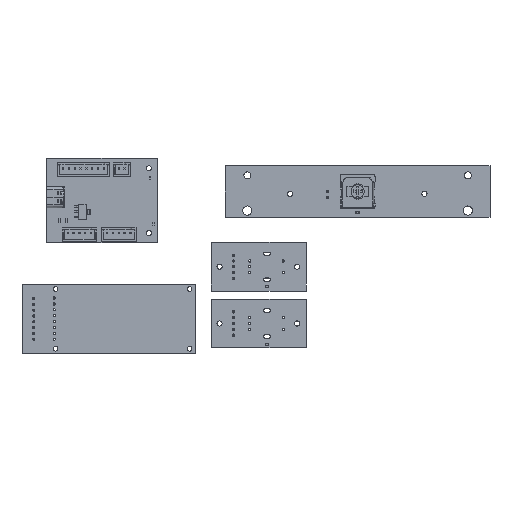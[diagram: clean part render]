
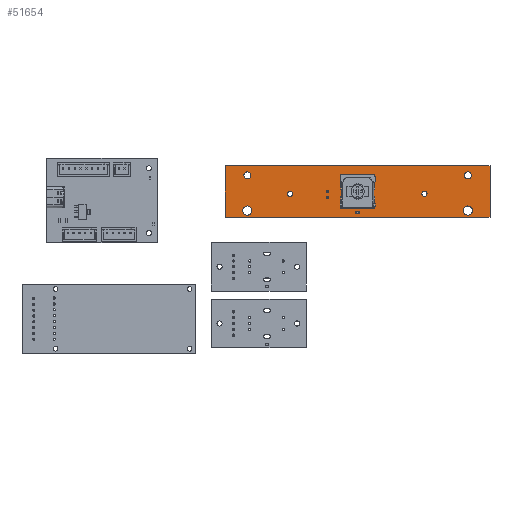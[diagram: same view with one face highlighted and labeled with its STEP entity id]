
A CAD part, top view. The second image highlights one B-rep face of the part: STEP entity #51654.
In plain terms, the highlighted planar face has unit normal (0, 0, 1).
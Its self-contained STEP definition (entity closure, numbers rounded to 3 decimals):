
#51421 = VERTEX_POINT('',#51422);
#51422 = CARTESIAN_POINT('',(274.3,-101.125,1.6));
#51428 = EDGE_CURVE('',#51421,#51429,#51431,.T.);
#51429 = VERTEX_POINT('',#51430);
#51430 = CARTESIAN_POINT('',(160.,-101.125,1.6));
#51431 = LINE('',#51432,#51433);
#51432 = CARTESIAN_POINT('',(274.3,-101.125,1.6));
#51433 = VECTOR('',#51434,1.);
#51434 = DIRECTION('',(-1.,0.,0.));
#51461 = VERTEX_POINT('',#51462);
#51462 = CARTESIAN_POINT('',(274.3,-78.875,1.6));
#51468 = EDGE_CURVE('',#51461,#51421,#51469,.T.);
#51469 = LINE('',#51470,#51471);
#51470 = CARTESIAN_POINT('',(274.3,-78.875,1.6));
#51471 = VECTOR('',#51472,1.);
#51472 = DIRECTION('',(0.,-1.,0.));
#51490 = EDGE_CURVE('',#51429,#51491,#51493,.T.);
#51491 = VERTEX_POINT('',#51492);
#51492 = CARTESIAN_POINT('',(160.,-78.875,1.6));
#51493 = LINE('',#51494,#51495);
#51494 = CARTESIAN_POINT('',(160.,-101.125,1.6));
#51495 = VECTOR('',#51496,1.);
#51496 = DIRECTION('',(0.,1.,0.));
#51654 = ADVANCED_FACE('',(#51655,#51666,#51677,#51688,#51699,#51710,
    #51721,#51732,#51743,#51754,#51765,#51776),#51787,.T.);
#51655 = FACE_BOUND('',#51656,.T.);
#51656 = EDGE_LOOP('',(#51657,#51658,#51659,#51665));
#51657 = ORIENTED_EDGE('',*,*,#51428,.F.);
#51658 = ORIENTED_EDGE('',*,*,#51468,.F.);
#51659 = ORIENTED_EDGE('',*,*,#51660,.F.);
#51660 = EDGE_CURVE('',#51491,#51461,#51661,.T.);
#51661 = LINE('',#51662,#51663);
#51662 = CARTESIAN_POINT('',(160.,-78.875,1.6));
#51663 = VECTOR('',#51664,1.);
#51664 = DIRECTION('',(1.,0.,0.));
#51665 = ORIENTED_EDGE('',*,*,#51490,.F.);
#51666 = FACE_BOUND('',#51667,.T.);
#51667 = EDGE_LOOP('',(#51668));
#51668 = ORIENTED_EDGE('',*,*,#51669,.T.);
#51669 = EDGE_CURVE('',#51670,#51670,#51672,.T.);
#51670 = VERTEX_POINT('',#51671);
#51671 = CARTESIAN_POINT('',(169.525,-100.219,1.6));
#51672 = CIRCLE('',#51673,1.994);
#51673 = AXIS2_PLACEMENT_3D('',#51674,#51675,#51676);
#51674 = CARTESIAN_POINT('',(169.525,-98.225,1.6));
#51675 = DIRECTION('',(-0.,0.,-1.));
#51676 = DIRECTION('',(-0.,-1.,0.));
#51677 = FACE_BOUND('',#51678,.T.);
#51678 = EDGE_LOOP('',(#51679));
#51679 = ORIENTED_EDGE('',*,*,#51680,.T.);
#51680 = EDGE_CURVE('',#51681,#51681,#51683,.T.);
#51681 = VERTEX_POINT('',#51682);
#51682 = CARTESIAN_POINT('',(188.,-92.1,1.6));
#51683 = CIRCLE('',#51684,1.1);
#51684 = AXIS2_PLACEMENT_3D('',#51685,#51686,#51687);
#51685 = CARTESIAN_POINT('',(188.,-91.,1.6));
#51686 = DIRECTION('',(-0.,0.,-1.));
#51687 = DIRECTION('',(-0.,-1.,0.));
#51688 = FACE_BOUND('',#51689,.T.);
#51689 = EDGE_LOOP('',(#51690));
#51690 = ORIENTED_EDGE('',*,*,#51691,.T.);
#51691 = EDGE_CURVE('',#51692,#51692,#51694,.T.);
#51692 = VERTEX_POINT('',#51693);
#51693 = CARTESIAN_POINT('',(204.,-93.,1.6));
#51694 = CIRCLE('',#51695,0.5);
#51695 = AXIS2_PLACEMENT_3D('',#51696,#51697,#51698);
#51696 = CARTESIAN_POINT('',(204.,-92.5,1.6));
#51697 = DIRECTION('',(-0.,0.,-1.));
#51698 = DIRECTION('',(-0.,-1.,0.));
#51699 = FACE_BOUND('',#51700,.T.);
#51700 = EDGE_LOOP('',(#51701));
#51701 = ORIENTED_EDGE('',*,*,#51702,.T.);
#51702 = EDGE_CURVE('',#51703,#51703,#51705,.T.);
#51703 = VERTEX_POINT('',#51704);
#51704 = CARTESIAN_POINT('',(264.775,-100.219,1.6));
#51705 = CIRCLE('',#51706,1.994);
#51706 = AXIS2_PLACEMENT_3D('',#51707,#51708,#51709);
#51707 = CARTESIAN_POINT('',(264.775,-98.225,1.6));
#51708 = DIRECTION('',(-0.,0.,-1.));
#51709 = DIRECTION('',(-0.,-1.,0.));
#51710 = FACE_BOUND('',#51711,.T.);
#51711 = EDGE_LOOP('',(#51712));
#51712 = ORIENTED_EDGE('',*,*,#51713,.T.);
#51713 = EDGE_CURVE('',#51714,#51714,#51716,.T.);
#51714 = VERTEX_POINT('',#51715);
#51715 = CARTESIAN_POINT('',(246.,-92.1,1.6));
#51716 = CIRCLE('',#51717,1.1);
#51717 = AXIS2_PLACEMENT_3D('',#51718,#51719,#51720);
#51718 = CARTESIAN_POINT('',(246.,-91.,1.6));
#51719 = DIRECTION('',(-0.,0.,-1.));
#51720 = DIRECTION('',(-0.,-1.,0.));
#51721 = FACE_BOUND('',#51722,.T.);
#51722 = EDGE_LOOP('',(#51723));
#51723 = ORIENTED_EDGE('',*,*,#51724,.T.);
#51724 = EDGE_CURVE('',#51725,#51725,#51727,.T.);
#51725 = VERTEX_POINT('',#51726);
#51726 = CARTESIAN_POINT('',(204.,-90.5,1.6));
#51727 = CIRCLE('',#51728,0.5);
#51728 = AXIS2_PLACEMENT_3D('',#51729,#51730,#51731);
#51729 = CARTESIAN_POINT('',(204.,-90.,1.6));
#51730 = DIRECTION('',(-0.,0.,-1.));
#51731 = DIRECTION('',(-0.,-1.,0.));
#51732 = FACE_BOUND('',#51733,.T.);
#51733 = EDGE_LOOP('',(#51734));
#51734 = ORIENTED_EDGE('',*,*,#51735,.T.);
#51735 = EDGE_CURVE('',#51736,#51736,#51738,.T.);
#51736 = VERTEX_POINT('',#51737);
#51737 = CARTESIAN_POINT('',(217.15,-92.55,1.6));
#51738 = CIRCLE('',#51739,2.55);
#51739 = AXIS2_PLACEMENT_3D('',#51740,#51741,#51742);
#51740 = CARTESIAN_POINT('',(217.15,-90.,1.6));
#51741 = DIRECTION('',(-0.,0.,-1.));
#51742 = DIRECTION('',(0.,-1.,-0.));
#51743 = FACE_BOUND('',#51744,.T.);
#51744 = EDGE_LOOP('',(#51745));
#51745 = ORIENTED_EDGE('',*,*,#51746,.T.);
#51746 = EDGE_CURVE('',#51747,#51747,#51749,.T.);
#51747 = VERTEX_POINT('',#51748);
#51748 = CARTESIAN_POINT('',(169.525,-84.539,1.6));
#51749 = CIRCLE('',#51750,1.524);
#51750 = AXIS2_PLACEMENT_3D('',#51751,#51752,#51753);
#51751 = CARTESIAN_POINT('',(169.525,-83.015,1.6));
#51752 = DIRECTION('',(-0.,0.,-1.));
#51753 = DIRECTION('',(-0.,-1.,0.));
#51754 = FACE_BOUND('',#51755,.T.);
#51755 = EDGE_LOOP('',(#51756));
#51756 = ORIENTED_EDGE('',*,*,#51757,.T.);
#51757 = EDGE_CURVE('',#51758,#51758,#51760,.T.);
#51758 = VERTEX_POINT('',#51759);
#51759 = CARTESIAN_POINT('',(214.55,-85.75,1.6));
#51760 = CIRCLE('',#51761,1.5);
#51761 = AXIS2_PLACEMENT_3D('',#51762,#51763,#51764);
#51762 = CARTESIAN_POINT('',(214.55,-84.25,1.6));
#51763 = DIRECTION('',(-0.,0.,-1.));
#51764 = DIRECTION('',(-0.,-1.,0.));
#51765 = FACE_BOUND('',#51766,.T.);
#51766 = EDGE_LOOP('',(#51767));
#51767 = ORIENTED_EDGE('',*,*,#51768,.T.);
#51768 = EDGE_CURVE('',#51769,#51769,#51771,.T.);
#51769 = VERTEX_POINT('',#51770);
#51770 = CARTESIAN_POINT('',(221.55,-86.8,1.6));
#51771 = CIRCLE('',#51772,1.5);
#51772 = AXIS2_PLACEMENT_3D('',#51773,#51774,#51775);
#51773 = CARTESIAN_POINT('',(221.55,-85.3,1.6));
#51774 = DIRECTION('',(-0.,0.,-1.));
#51775 = DIRECTION('',(-0.,-1.,0.));
#51776 = FACE_BOUND('',#51777,.T.);
#51777 = EDGE_LOOP('',(#51778));
#51778 = ORIENTED_EDGE('',*,*,#51779,.T.);
#51779 = EDGE_CURVE('',#51780,#51780,#51782,.T.);
#51780 = VERTEX_POINT('',#51781);
#51781 = CARTESIAN_POINT('',(264.775,-84.539,1.6));
#51782 = CIRCLE('',#51783,1.524);
#51783 = AXIS2_PLACEMENT_3D('',#51784,#51785,#51786);
#51784 = CARTESIAN_POINT('',(264.775,-83.015,1.6));
#51785 = DIRECTION('',(-0.,0.,-1.));
#51786 = DIRECTION('',(-0.,-1.,0.));
#51787 = PLANE('',#51788);
#51788 = AXIS2_PLACEMENT_3D('',#51789,#51790,#51791);
#51789 = CARTESIAN_POINT('',(0.,0.,1.6));
#51790 = DIRECTION('',(0.,0.,1.));
#51791 = DIRECTION('',(1.,0.,-0.));
